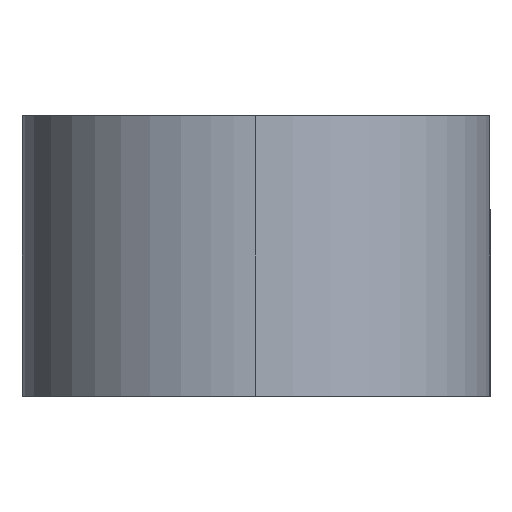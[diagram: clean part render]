
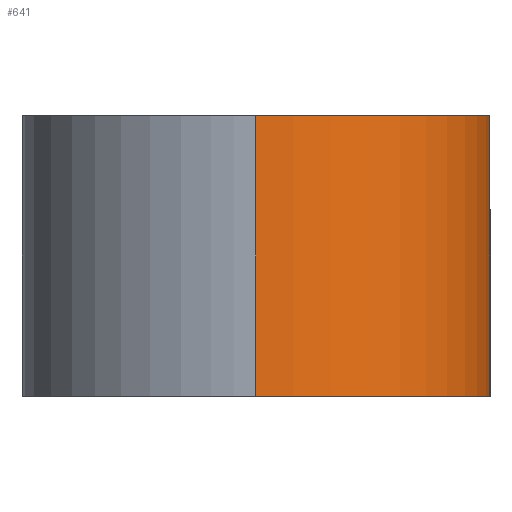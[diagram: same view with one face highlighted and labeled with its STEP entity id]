
A CAD part, left-side view. The second image highlights one B-rep face of the part: STEP entity #641.
In plain terms, the highlighted free-form (B-spline) face has degree [2, 1] with [3, 2] control points.
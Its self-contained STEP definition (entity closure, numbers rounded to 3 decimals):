
#641 = ADVANCED_FACE('',(#642),#674,.T.);
#642 = FACE_BOUND('',#643,.T.);
#643 = EDGE_LOOP('',(#644,#654,#661,#669));
#644 = ORIENTED_EDGE('',*,*,#645,.F.);
#645 = EDGE_CURVE('',#646,#648,#650,.T.);
#646 = VERTEX_POINT('',#647);
#647 = CARTESIAN_POINT('',(-21.897,0.,
    8.476));
#648 = VERTEX_POINT('',#649);
#649 = CARTESIAN_POINT('',(-14.834,-7.064,
    8.476));
#650 = ( BOUNDED_CURVE() B_SPLINE_CURVE(2,(#651,#652,#653),
.UNSPECIFIED.,.F.,.F.) B_SPLINE_CURVE_WITH_KNOTS((3,3),(3.142,
4.712),.PIECEWISE_BEZIER_KNOTS.) CURVE() 
GEOMETRIC_REPRESENTATION_ITEM() RATIONAL_B_SPLINE_CURVE((1.,
0.707,1.)) REPRESENTATION_ITEM('') );
#651 = CARTESIAN_POINT('',(-21.897,0.,
    8.476));
#652 = CARTESIAN_POINT('',(-21.897,-7.064,
    8.476));
#653 = CARTESIAN_POINT('',(-14.834,-7.064,
    8.476));
#654 = ORIENTED_EDGE('',*,*,#655,.T.);
#655 = EDGE_CURVE('',#646,#656,#658,.T.);
#656 = VERTEX_POINT('',#657);
#657 = CARTESIAN_POINT('',(-21.897,0.,0.));
#658 = B_SPLINE_CURVE_WITH_KNOTS('',1,(#659,#660),.UNSPECIFIED.,.F.,.F.,
  (2,2),(2.,8.),.PIECEWISE_BEZIER_KNOTS.);
#659 = CARTESIAN_POINT('',(-21.897,0.,
    8.476));
#660 = CARTESIAN_POINT('',(-21.897,0.,0.));
#661 = ORIENTED_EDGE('',*,*,#662,.T.);
#662 = EDGE_CURVE('',#656,#663,#665,.T.);
#663 = VERTEX_POINT('',#664);
#664 = CARTESIAN_POINT('',(-14.834,-7.064,0.));
#665 = ( BOUNDED_CURVE() B_SPLINE_CURVE(2,(#666,#667,#668),
.UNSPECIFIED.,.F.,.F.) B_SPLINE_CURVE_WITH_KNOTS((3,3),(3.142,
4.712),.PIECEWISE_BEZIER_KNOTS.) CURVE() 
GEOMETRIC_REPRESENTATION_ITEM() RATIONAL_B_SPLINE_CURVE((1.,
0.707,1.)) REPRESENTATION_ITEM('') );
#666 = CARTESIAN_POINT('',(-21.897,0.,0.));
#667 = CARTESIAN_POINT('',(-21.897,-7.064,0.));
#668 = CARTESIAN_POINT('',(-14.834,-7.064,0.));
#669 = ORIENTED_EDGE('',*,*,#670,.F.);
#670 = EDGE_CURVE('',#648,#663,#671,.T.);
#671 = B_SPLINE_CURVE_WITH_KNOTS('',1,(#672,#673),.UNSPECIFIED.,.F.,.F.,
  (2,2),(2.,8.),.PIECEWISE_BEZIER_KNOTS.);
#672 = CARTESIAN_POINT('',(-14.834,-7.064,
    8.476));
#673 = CARTESIAN_POINT('',(-14.834,-7.064,0.));
#674 = ( BOUNDED_SURFACE() B_SPLINE_SURFACE(2,1,(
    (#675,#676)
    ,(#677,#678)
,(#679,#680
    )),.UNSPECIFIED.,.F.,.F.,.F.) B_SPLINE_SURFACE_WITH_KNOTS((3,3),(2,2
    ),(4.712,6.283),(2.,8.),.PIECEWISE_BEZIER_KNOTS.) 
GEOMETRIC_REPRESENTATION_ITEM() RATIONAL_B_SPLINE_SURFACE((
    (1.,1.)
    ,(0.707,0.707)
,(1.,1.))) REPRESENTATION_ITEM('') SURFACE() );
#675 = CARTESIAN_POINT('',(-14.834,-7.064,
    8.476));
#676 = CARTESIAN_POINT('',(-14.834,-7.064,0.));
#677 = CARTESIAN_POINT('',(-21.897,-7.064,
    8.476));
#678 = CARTESIAN_POINT('',(-21.897,-7.064,0.));
#679 = CARTESIAN_POINT('',(-21.897,0.,
    8.476));
#680 = CARTESIAN_POINT('',(-21.897,0.,0.));
